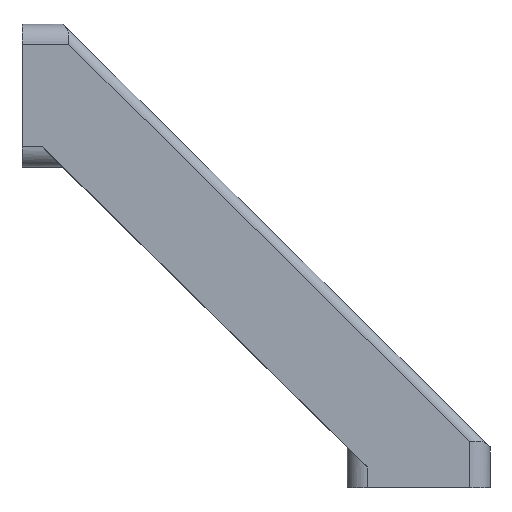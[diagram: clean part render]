
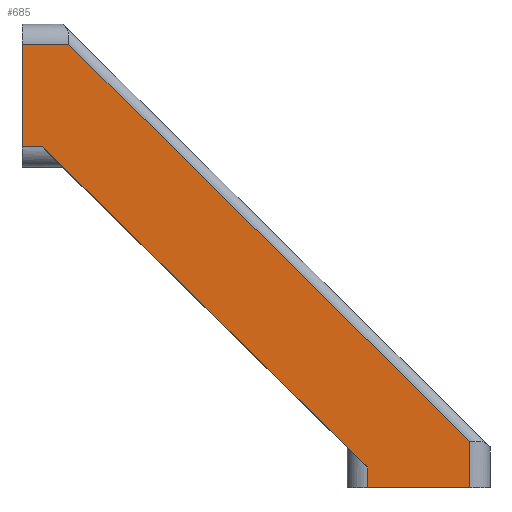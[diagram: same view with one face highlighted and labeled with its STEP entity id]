
A CAD part, front view. The second image highlights one B-rep face of the part: STEP entity #685.
In plain terms, the highlighted planar face has unit normal (0, -1, 0).
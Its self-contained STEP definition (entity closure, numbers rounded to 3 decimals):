
#24=PLANE('',#762);
#65=FACE_OUTER_BOUND('',#105,.T.);
#105=EDGE_LOOP('',(#531,#532,#533,#534,#535,#536,#537,#538));
#161=LINE('',#1235,#219);
#171=LINE('',#1265,#229);
#174=LINE('',#1278,#232);
#175=LINE('',#1281,#233);
#176=LINE('',#1282,#234);
#177=LINE('',#1284,#235);
#178=LINE('',#1286,#236);
#179=LINE('',#1287,#237);
#219=VECTOR('',#869,10.);
#229=VECTOR('',#895,10.);
#232=VECTOR('',#908,10.);
#233=VECTOR('',#911,10.);
#234=VECTOR('',#912,10.);
#235=VECTOR('',#913,10.);
#236=VECTOR('',#914,10.);
#237=VECTOR('',#915,10.);
#310=VERTEX_POINT('',#1232);
#311=VERTEX_POINT('',#1234);
#322=VERTEX_POINT('',#1262);
#323=VERTEX_POINT('',#1264);
#328=VERTEX_POINT('',#1276);
#329=VERTEX_POINT('',#1280);
#330=VERTEX_POINT('',#1283);
#331=VERTEX_POINT('',#1285);
#385=EDGE_CURVE('',#311,#310,#161,.T.);
#400=EDGE_CURVE('',#323,#322,#171,.T.);
#407=EDGE_CURVE('',#328,#322,#174,.T.);
#408=EDGE_CURVE('',#328,#329,#175,.T.);
#409=EDGE_CURVE('',#311,#329,#176,.T.);
#410=EDGE_CURVE('',#330,#310,#177,.T.);
#411=EDGE_CURVE('',#331,#330,#178,.T.);
#412=EDGE_CURVE('',#323,#331,#179,.T.);
#531=ORIENTED_EDGE('',*,*,#407,.F.);
#532=ORIENTED_EDGE('',*,*,#408,.T.);
#533=ORIENTED_EDGE('',*,*,#409,.F.);
#534=ORIENTED_EDGE('',*,*,#385,.T.);
#535=ORIENTED_EDGE('',*,*,#410,.F.);
#536=ORIENTED_EDGE('',*,*,#411,.F.);
#537=ORIENTED_EDGE('',*,*,#412,.F.);
#538=ORIENTED_EDGE('',*,*,#400,.T.);
#685=ADVANCED_FACE('',(#65),#24,.T.);
#762=AXIS2_PLACEMENT_3D('',#1279,#909,#910);
#869=DIRECTION('',(1.,0.,0.));
#895=DIRECTION('',(0.,0.,-1.));
#908=DIRECTION('',(-1.,0.,0.));
#909=DIRECTION('center_axis',(0.,-1.,0.));
#910=DIRECTION('ref_axis',(0.,0.,-1.));
#911=DIRECTION('',(0.713,0.,-0.701));
#912=DIRECTION('',(0.,0.,1.));
#913=DIRECTION('',(0.,0.,-1.));
#914=DIRECTION('',(0.711,0.,-0.703));
#915=DIRECTION('',(1.,0.,0.));
#1232=CARTESIAN_POINT('',(45.767,-4.872,1.905));
#1234=CARTESIAN_POINT('',(35.767,-4.872,1.905));
#1235=CARTESIAN_POINT('',(33.767,-4.872,1.905));
#1262=CARTESIAN_POINT('',(1.905,-4.872,35.323));
#1264=CARTESIAN_POINT('',(1.905,-4.872,45.323));
#1265=CARTESIAN_POINT('',(1.905,-4.872,33.323));
#1276=CARTESIAN_POINT('',(3.873,-4.872,35.323));
#1278=CARTESIAN_POINT('',(13.371,-4.872,35.323));
#1279=CARTESIAN_POINT('Origin',(24.836,-4.872,24.614));
#1280=CARTESIAN_POINT('',(35.767,-4.872,3.937));
#1281=CARTESIAN_POINT('',(5.905,-4.872,33.323));
#1282=CARTESIAN_POINT('',(35.767,-4.872,13.259));
#1283=CARTESIAN_POINT('',(45.767,-4.872,6.477));
#1284=CARTESIAN_POINT('',(45.767,-4.872,13.259));
#1285=CARTESIAN_POINT('',(6.505,-4.872,45.323));
#1286=CARTESIAN_POINT('',(36.593,-4.872,15.554));
#1287=CARTESIAN_POINT('',(13.371,-4.872,45.323));
